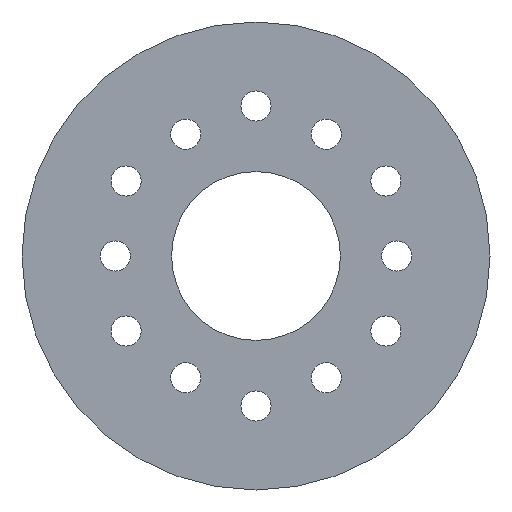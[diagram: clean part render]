
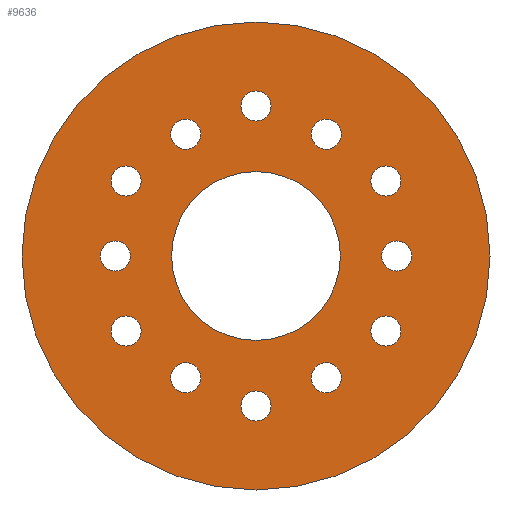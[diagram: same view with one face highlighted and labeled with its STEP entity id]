
A CAD part, front view. The second image highlights one B-rep face of the part: STEP entity #9636.
In plain terms, the highlighted planar face has unit normal (0, -1, 0).
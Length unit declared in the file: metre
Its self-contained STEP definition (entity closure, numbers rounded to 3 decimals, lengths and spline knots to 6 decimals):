
#116=PLANE('',#10938);
#3406=ORIENTED_EDGE('',*,*,#4405,.F.);
#3407=ORIENTED_EDGE('',*,*,#4407,.F.);
#3408=ORIENTED_EDGE('',*,*,#4409,.F.);
#3409=ORIENTED_EDGE('',*,*,#4411,.F.);
#3410=ORIENTED_EDGE('',*,*,#4413,.F.);
#3411=ORIENTED_EDGE('',*,*,#4415,.F.);
#3412=ORIENTED_EDGE('',*,*,#4417,.F.);
#3413=ORIENTED_EDGE('',*,*,#4419,.F.);
#3414=ORIENTED_EDGE('',*,*,#4421,.F.);
#3415=ORIENTED_EDGE('',*,*,#4423,.F.);
#3416=ORIENTED_EDGE('',*,*,#5866,.F.);
#3417=ORIENTED_EDGE('',*,*,#5867,.F.);
#3418=ORIENTED_EDGE('',*,*,#5868,.F.);
#3419=ORIENTED_EDGE('',*,*,#5864,.T.);
#4405=EDGE_CURVE('',#5875,#5875,#6865,.T.);
#4407=EDGE_CURVE('',#5877,#5877,#6867,.T.);
#4409=EDGE_CURVE('',#5879,#5879,#6869,.T.);
#4411=EDGE_CURVE('',#5881,#5881,#6871,.T.);
#4413=EDGE_CURVE('',#5883,#5883,#6873,.T.);
#4415=EDGE_CURVE('',#5885,#5885,#6875,.T.);
#4417=EDGE_CURVE('',#5887,#5887,#6877,.T.);
#4419=EDGE_CURVE('',#5889,#5889,#6879,.T.);
#4421=EDGE_CURVE('',#5891,#5891,#6881,.T.);
#4423=EDGE_CURVE('',#5893,#5893,#6883,.T.);
#5864=EDGE_CURVE('',#6854,#6854,#7652,.T.);
#5866=EDGE_CURVE('',#6856,#6856,#7654,.T.);
#5867=EDGE_CURVE('',#6857,#6857,#7655,.T.);
#5868=EDGE_CURVE('',#6858,#6858,#7656,.T.);
#5875=VERTEX_POINT('',#14227);
#5877=VERTEX_POINT('',#14232);
#5879=VERTEX_POINT('',#14237);
#5881=VERTEX_POINT('',#14242);
#5883=VERTEX_POINT('',#14247);
#5885=VERTEX_POINT('',#14252);
#5887=VERTEX_POINT('',#14257);
#5889=VERTEX_POINT('',#14262);
#5891=VERTEX_POINT('',#14267);
#5893=VERTEX_POINT('',#14272);
#6854=VERTEX_POINT('',#17155);
#6856=VERTEX_POINT('',#17160);
#6857=VERTEX_POINT('',#17162);
#6858=VERTEX_POINT('',#17164);
#6865=CIRCLE('',#9659,0.002553);
#6867=CIRCLE('',#9662,0.002553);
#6869=CIRCLE('',#9665,0.002553);
#6871=CIRCLE('',#9668,0.002553);
#6873=CIRCLE('',#9671,0.002553);
#6875=CIRCLE('',#9674,0.002553);
#6877=CIRCLE('',#9677,0.002553);
#6879=CIRCLE('',#9680,0.002553);
#6881=CIRCLE('',#9683,0.002553);
#6883=CIRCLE('',#9686,0.002553);
#7652=CIRCLE('',#10936,0.039625);
#7654=CIRCLE('',#10939,0.002553);
#7655=CIRCLE('',#10940,0.002553);
#7656=CIRCLE('',#10941,0.0143);
#8164=EDGE_LOOP('',(#3406));
#8165=EDGE_LOOP('',(#3407));
#8166=EDGE_LOOP('',(#3408));
#8167=EDGE_LOOP('',(#3409));
#8168=EDGE_LOOP('',(#3410));
#8169=EDGE_LOOP('',(#3411));
#8170=EDGE_LOOP('',(#3412));
#8171=EDGE_LOOP('',(#3413));
#8172=EDGE_LOOP('',(#3414));
#8173=EDGE_LOOP('',(#3415));
#8174=EDGE_LOOP('',(#3416));
#8175=EDGE_LOOP('',(#3417));
#8176=EDGE_LOOP('',(#3418));
#8177=EDGE_LOOP('',(#3419));
#8706=FACE_BOUND('',#8164,.T.);
#8707=FACE_BOUND('',#8165,.T.);
#8708=FACE_BOUND('',#8166,.T.);
#8709=FACE_BOUND('',#8167,.T.);
#8710=FACE_BOUND('',#8168,.T.);
#8711=FACE_BOUND('',#8169,.T.);
#8712=FACE_BOUND('',#8170,.T.);
#8713=FACE_BOUND('',#8171,.T.);
#8714=FACE_BOUND('',#8172,.T.);
#8715=FACE_BOUND('',#8173,.T.);
#8716=FACE_BOUND('',#8174,.T.);
#8717=FACE_BOUND('',#8175,.T.);
#8718=FACE_BOUND('',#8176,.T.);
#8719=FACE_BOUND('',#8177,.T.);
#9636=ADVANCED_FACE('',(#8706,#8707,#8708,#8709,#8710,#8711,#8712,#8713,
#8714,#8715,#8716,#8717,#8718,#8719),#116,.T.);
#9659=AXIS2_PLACEMENT_3D('',#14226,#10960,#10961);
#9662=AXIS2_PLACEMENT_3D('',#14231,#10966,#10967);
#9665=AXIS2_PLACEMENT_3D('',#14236,#10972,#10973);
#9668=AXIS2_PLACEMENT_3D('',#14241,#10978,#10979);
#9671=AXIS2_PLACEMENT_3D('',#14246,#10984,#10985);
#9674=AXIS2_PLACEMENT_3D('',#14251,#10990,#10991);
#9677=AXIS2_PLACEMENT_3D('',#14256,#10996,#10997);
#9680=AXIS2_PLACEMENT_3D('',#14261,#11002,#11003);
#9683=AXIS2_PLACEMENT_3D('',#14266,#11008,#11009);
#9686=AXIS2_PLACEMENT_3D('',#14271,#11014,#11015);
#10936=AXIS2_PLACEMENT_3D('',#17154,#14186,#14187);
#10938=AXIS2_PLACEMENT_3D('',#17158,#14190,#14191);
#10939=AXIS2_PLACEMENT_3D('',#17159,#14192,#14193);
#10940=AXIS2_PLACEMENT_3D('',#17161,#14194,#14195);
#10941=AXIS2_PLACEMENT_3D('',#17163,#14196,#14197);
#10960=DIRECTION('',(0.,-1.,0.));
#10961=DIRECTION('',(-0.866,0.,-0.5));
#10966=DIRECTION('',(0.,-1.,0.));
#10967=DIRECTION('',(-0.866,0.,-0.5));
#10972=DIRECTION('',(0.,-1.,0.));
#10973=DIRECTION('',(-0.866,0.,0.5));
#10978=DIRECTION('',(0.,-1.,0.));
#10979=DIRECTION('',(-0.866,0.,0.5));
#10984=DIRECTION('',(0.,-1.,0.));
#10985=DIRECTION('',(0.,0.,1.));
#10990=DIRECTION('',(0.,-1.,0.));
#10991=DIRECTION('',(0.,0.,1.));
#10996=DIRECTION('',(0.,-1.,0.));
#10997=DIRECTION('',(0.866,0.,0.5));
#11002=DIRECTION('',(0.,-1.,0.));
#11003=DIRECTION('',(0.866,0.,0.5));
#11008=DIRECTION('',(0.,-1.,0.));
#11009=DIRECTION('',(0.866,0.,-0.5));
#11014=DIRECTION('',(0.,-1.,0.));
#11015=DIRECTION('',(0.866,0.,-0.5));
#14186=DIRECTION('',(0.,-1.,0.));
#14187=DIRECTION('',(0.,0.,-1.));
#14190=DIRECTION('',(0.,-1.,0.));
#14191=DIRECTION('',(1.,0.,0.));
#14192=DIRECTION('',(0.,-1.,0.));
#14193=DIRECTION('',(0.,0.,-1.));
#14194=DIRECTION('',(0.,-1.,0.));
#14195=DIRECTION('',(0.,0.,-1.));
#14196=DIRECTION('',(0.,-1.,0.));
#14197=DIRECTION('',(0.,0.,-1.));
#14226=CARTESIAN_POINT('',(0.023813,-0.020596,0.));
#14227=CARTESIAN_POINT('',(0.021602,-0.020596,-0.001276));
#14231=CARTESIAN_POINT('',(0.021997,-0.020596,0.0127));
#14232=CARTESIAN_POINT('',(0.019786,-0.020596,0.011424));
#14236=CARTESIAN_POINT('',(0.011906,-0.020596,-0.020622));
#14237=CARTESIAN_POINT('',(0.009696,-0.020596,-0.019346));
#14241=CARTESIAN_POINT('',(0.021997,-0.020596,-0.0127));
#14242=CARTESIAN_POINT('',(0.019786,-0.020596,-0.011424));
#14246=CARTESIAN_POINT('',(-0.011906,-0.020596,-0.020622));
#14247=CARTESIAN_POINT('',(-0.011906,-0.020596,-0.01807));
#14251=CARTESIAN_POINT('',(0.,-0.020596,-0.0254));
#14252=CARTESIAN_POINT('',(0.,-0.020596,-0.022847));
#14256=CARTESIAN_POINT('',(-0.023813,-0.020596,0.));
#14257=CARTESIAN_POINT('',(-0.021602,-0.020596,0.001276));
#14261=CARTESIAN_POINT('',(-0.021997,-0.020596,-0.0127));
#14262=CARTESIAN_POINT('',(-0.019786,-0.020596,-0.011424));
#14266=CARTESIAN_POINT('',(-0.011906,-0.020596,0.020622));
#14267=CARTESIAN_POINT('',(-0.009696,-0.020596,0.019346));
#14271=CARTESIAN_POINT('',(-0.021997,-0.020596,0.0127));
#14272=CARTESIAN_POINT('',(-0.019786,-0.020596,0.011424));
#17154=CARTESIAN_POINT('',(0.,-0.020596,0.));
#17155=CARTESIAN_POINT('',(0.,-0.020596,-0.039625));
#17158=CARTESIAN_POINT('',(0.,-0.020596,0.));
#17159=CARTESIAN_POINT('',(0.,-0.020596,0.0254));
#17160=CARTESIAN_POINT('',(0.,-0.020596,0.022847));
#17161=CARTESIAN_POINT('',(0.011906,-0.020596,0.020622));
#17162=CARTESIAN_POINT('',(0.011906,-0.020596,0.01807));
#17163=CARTESIAN_POINT('',(0.,-0.020596,0.));
#17164=CARTESIAN_POINT('',(0.,-0.020596,-0.0143));
